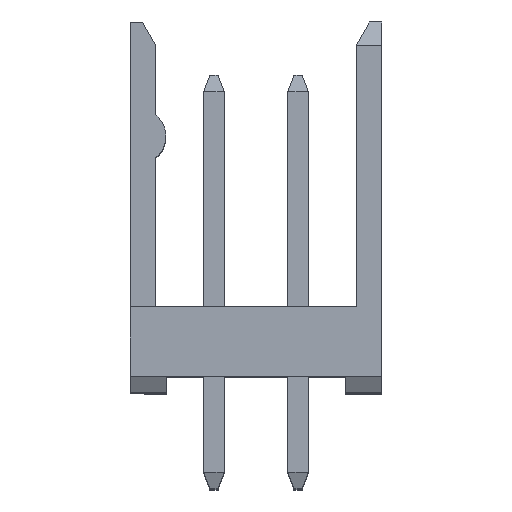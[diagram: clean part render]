
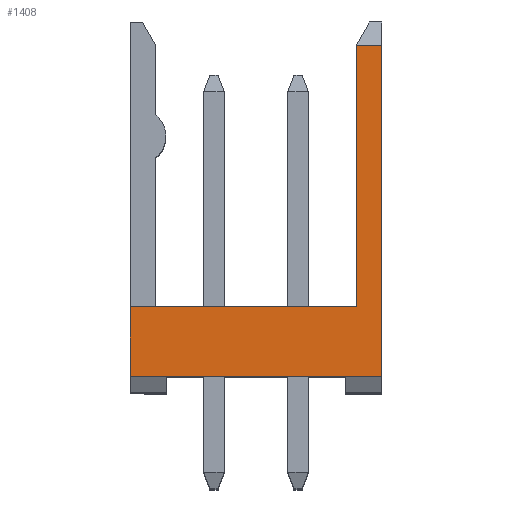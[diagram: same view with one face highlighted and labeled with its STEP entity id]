
A CAD part, top view. The second image highlights one B-rep face of the part: STEP entity #1408.
In plain terms, the highlighted planar face has unit normal (0, 0, 1).
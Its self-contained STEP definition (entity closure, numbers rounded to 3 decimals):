
#1408 = ADVANCED_FACE( '', ( #2856 ), #2857, .T. );
#2856 = FACE_OUTER_BOUND( '', #4361, .T. );
#2857 = PLANE( '', #4362 );
#4361 = EDGE_LOOP( '', ( #8231, #8232, #8233, #8234, #8235, #8236 ) );
#4362 = AXIS2_PLACEMENT_3D( '', #8237, #8238, #8239 );
#8231 = ORIENTED_EDGE( '', *, *, #9757, .F. );
#8232 = ORIENTED_EDGE( '', *, *, #9690, .T. );
#8233 = ORIENTED_EDGE( '', *, *, #9368, .T. );
#8234 = ORIENTED_EDGE( '', *, *, #10577, .T. );
#8235 = ORIENTED_EDGE( '', *, *, #9306, .T. );
#8236 = ORIENTED_EDGE( '', *, *, #9167, .T. );
#8237 = CARTESIAN_POINT( '', ( 2.119, -1.12, 0.944 ) );
#8238 = DIRECTION( '', ( 0., 0., 1. ) );
#8239 = DIRECTION( '', ( 1., 0., 0. ) );
#9167 = EDGE_CURVE( '', #11005, #11003, #11006, .T. );
#9306 = EDGE_CURVE( '', #11244, #11005, #11245, .T. );
#9368 = EDGE_CURVE( '', #11351, #11349, #11352, .T. );
#9690 = EDGE_CURVE( '', #11875, #11351, #11876, .T. );
#9757 = EDGE_CURVE( '', #11875, #11003, #11980, .T. );
#10577 = EDGE_CURVE( '', #11349, #11244, #13090, .T. );
#11003 = VERTEX_POINT( '', #13631 );
#11005 = VERTEX_POINT( '', #13634 );
#11006 = LINE( '', #13635, #13636 );
#11244 = VERTEX_POINT( '', #13985 );
#11245 = LINE( '', #13986, #13987 );
#11349 = VERTEX_POINT( '', #14138 );
#11351 = VERTEX_POINT( '', #14141 );
#11352 = LINE( '', #14142, #14143 );
#11875 = VERTEX_POINT( '', #14919 );
#11876 = LINE( '', #14920, #14921 );
#11980 = LINE( '', #15074, #15075 );
#13090 = LINE( '', #16769, #16770 );
#13631 = CARTESIAN_POINT( '', ( 0., 10.5, 0.944 ) );
#13634 = CARTESIAN_POINT( '', ( 0., 0.5, 0.944 ) );
#13635 = CARTESIAN_POINT( '', ( 0., -45.57, 0.944 ) );
#13636 = VECTOR( '', #17178, 1000. );
#13985 = CARTESIAN_POINT( '', ( -7.6, 0.5, 0.944 ) );
#13986 = CARTESIAN_POINT( '', ( -23.44, 0.5, 0.944 ) );
#13987 = VECTOR( '', #17290, 1000. );
#14138 = CARTESIAN_POINT( '', ( -7.6, 2.6, 0.944 ) );
#14141 = CARTESIAN_POINT( '', ( -0.775, 2.6, 0.944 ) );
#14142 = CARTESIAN_POINT( '', ( -23.44, 2.6, 0.944 ) );
#14143 = VECTOR( '', #17342, 1000. );
#14919 = CARTESIAN_POINT( '', ( -0.775, 10.5, 0.944 ) );
#14920 = CARTESIAN_POINT( '', ( -0.775, -45.57, 0.944 ) );
#14921 = VECTOR( '', #17596, 1000. );
#15074 = CARTESIAN_POINT( '', ( -0.185, 10.5, 0.944 ) );
#15075 = VECTOR( '', #17646, 1000. );
#16769 = CARTESIAN_POINT( '', ( -7.6, -45.57, 0.944 ) );
#16770 = VECTOR( '', #18231, 1000. );
#17178 = DIRECTION( '', ( 0., 1., 0. ) );
#17290 = DIRECTION( '', ( 1., 0., 0. ) );
#17342 = DIRECTION( '', ( -1., 0., 0. ) );
#17596 = DIRECTION( '', ( 0., -1., 0. ) );
#17646 = DIRECTION( '', ( 1., 0., 0. ) );
#18231 = DIRECTION( '', ( 0., -1., 0. ) );
